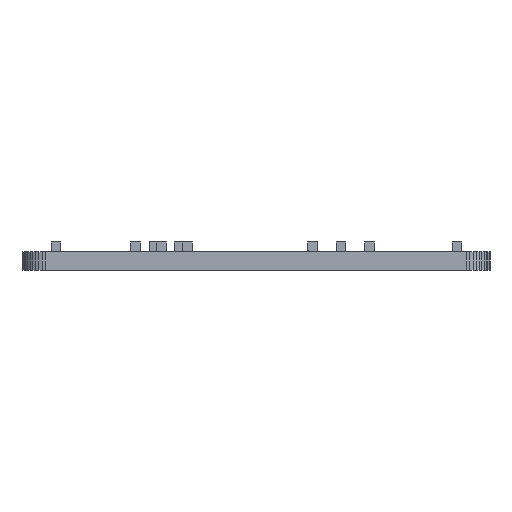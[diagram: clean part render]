
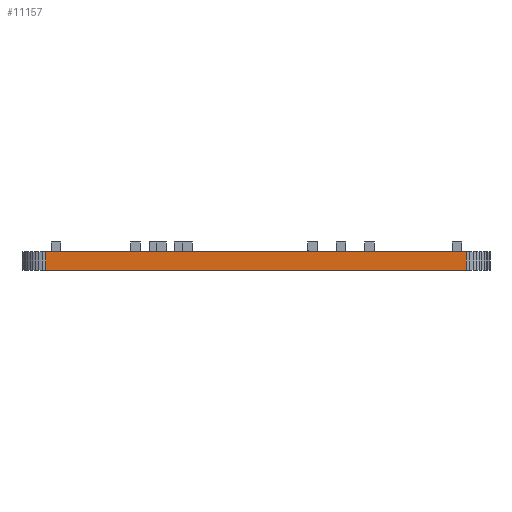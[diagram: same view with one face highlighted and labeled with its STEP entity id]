
A CAD part, front view. The second image highlights one B-rep face of the part: STEP entity #11157.
In plain terms, the highlighted planar face has unit normal (0, -1, 0).
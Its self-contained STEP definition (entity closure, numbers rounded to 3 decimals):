
#2199 = PLANE('',#2200);
#2200 = AXIS2_PLACEMENT_3D('',#2201,#2202,#2203);
#2201 = CARTESIAN_POINT('',(80.,-80.,1.58));
#2202 = DIRECTION('',(-0.,-0.,-1.));
#2203 = DIRECTION('',(-1.,0.,0.));
#2253 = PLANE('',#2254);
#2254 = AXIS2_PLACEMENT_3D('',#2255,#2256,#2257);
#2255 = CARTESIAN_POINT('',(80.,-80.,0.));
#2256 = DIRECTION('',(-0.,-0.,-1.));
#2257 = DIRECTION('',(-1.,0.,0.));
#2950 = VERTEX_POINT('',#2951);
#2951 = CARTESIAN_POINT('',(97.8,-100.,0.));
#2965 = PLANE('',#2966);
#2966 = AXIS2_PLACEMENT_3D('',#2967,#2968,#2969);
#2967 = CARTESIAN_POINT('',(98.085,-99.98,0.));
#2968 = DIRECTION('',(0.071,-0.997,0.));
#2969 = DIRECTION('',(-0.997,-0.071,0.));
#2977 = EDGE_CURVE('',#2950,#2978,#2980,.T.);
#2978 = VERTEX_POINT('',#2979);
#2979 = CARTESIAN_POINT('',(62.2,-100.,0.));
#2980 = SURFACE_CURVE('',#2981,(#2985,#2992),.PCURVE_S1.);
#2981 = LINE('',#2982,#2983);
#2982 = CARTESIAN_POINT('',(97.8,-100.,0.));
#2983 = VECTOR('',#2984,1.);
#2984 = DIRECTION('',(-1.,0.,0.));
#2985 = PCURVE('',#2253,#2986);
#2986 = DEFINITIONAL_REPRESENTATION('',(#2987),#2991);
#2987 = LINE('',#2988,#2989);
#2988 = CARTESIAN_POINT('',(-17.8,-20.));
#2989 = VECTOR('',#2990,1.);
#2990 = DIRECTION('',(1.,0.));
#2991 = ( GEOMETRIC_REPRESENTATION_CONTEXT(2) 
PARAMETRIC_REPRESENTATION_CONTEXT() REPRESENTATION_CONTEXT('2D SPACE',''
  ) );
#2992 = PCURVE('',#2993,#2998);
#2993 = PLANE('',#2994);
#2994 = AXIS2_PLACEMENT_3D('',#2995,#2996,#2997);
#2995 = CARTESIAN_POINT('',(97.8,-100.,0.));
#2996 = DIRECTION('',(0.,-1.,0.));
#2997 = DIRECTION('',(-1.,0.,0.));
#2998 = DEFINITIONAL_REPRESENTATION('',(#2999),#3003);
#2999 = LINE('',#3000,#3001);
#3000 = CARTESIAN_POINT('',(0.,-0.));
#3001 = VECTOR('',#3002,1.);
#3002 = DIRECTION('',(1.,0.));
#3003 = ( GEOMETRIC_REPRESENTATION_CONTEXT(2) 
PARAMETRIC_REPRESENTATION_CONTEXT() REPRESENTATION_CONTEXT('2D SPACE',''
  ) );
#3021 = PLANE('',#3022);
#3022 = AXIS2_PLACEMENT_3D('',#3023,#3024,#3025);
#3023 = CARTESIAN_POINT('',(62.2,-100.,0.));
#3024 = DIRECTION('',(-0.071,-0.997,0.));
#3025 = DIRECTION('',(-0.997,0.071,0.));
#7042 = VERTEX_POINT('',#7043);
#7043 = CARTESIAN_POINT('',(97.8,-100.,1.58));
#7064 = EDGE_CURVE('',#7042,#7065,#7067,.T.);
#7065 = VERTEX_POINT('',#7066);
#7066 = CARTESIAN_POINT('',(62.2,-100.,1.58));
#7067 = SURFACE_CURVE('',#7068,(#7072,#7079),.PCURVE_S1.);
#7068 = LINE('',#7069,#7070);
#7069 = CARTESIAN_POINT('',(97.8,-100.,1.58));
#7070 = VECTOR('',#7071,1.);
#7071 = DIRECTION('',(-1.,0.,0.));
#7072 = PCURVE('',#2199,#7073);
#7073 = DEFINITIONAL_REPRESENTATION('',(#7074),#7078);
#7074 = LINE('',#7075,#7076);
#7075 = CARTESIAN_POINT('',(-17.8,-20.));
#7076 = VECTOR('',#7077,1.);
#7077 = DIRECTION('',(1.,0.));
#7078 = ( GEOMETRIC_REPRESENTATION_CONTEXT(2) 
PARAMETRIC_REPRESENTATION_CONTEXT() REPRESENTATION_CONTEXT('2D SPACE',''
  ) );
#7079 = PCURVE('',#2993,#7080);
#7080 = DEFINITIONAL_REPRESENTATION('',(#7081),#7085);
#7081 = LINE('',#7082,#7083);
#7082 = CARTESIAN_POINT('',(0.,-1.58));
#7083 = VECTOR('',#7084,1.);
#7084 = DIRECTION('',(1.,0.));
#7085 = ( GEOMETRIC_REPRESENTATION_CONTEXT(2) 
PARAMETRIC_REPRESENTATION_CONTEXT() REPRESENTATION_CONTEXT('2D SPACE',''
  ) );
#11109 = EDGE_CURVE('',#2950,#7042,#11110,.T.);
#11110 = SURFACE_CURVE('',#11111,(#11115,#11122),.PCURVE_S1.);
#11111 = LINE('',#11112,#11113);
#11112 = CARTESIAN_POINT('',(97.8,-100.,0.));
#11113 = VECTOR('',#11114,1.);
#11114 = DIRECTION('',(0.,0.,1.));
#11115 = PCURVE('',#2965,#11116);
#11116 = DEFINITIONAL_REPRESENTATION('',(#11117),#11121);
#11117 = LINE('',#11118,#11119);
#11118 = CARTESIAN_POINT('',(0.285,0.));
#11119 = VECTOR('',#11120,1.);
#11120 = DIRECTION('',(0.,-1.));
#11121 = ( GEOMETRIC_REPRESENTATION_CONTEXT(2) 
PARAMETRIC_REPRESENTATION_CONTEXT() REPRESENTATION_CONTEXT('2D SPACE',''
  ) );
#11122 = PCURVE('',#2993,#11123);
#11123 = DEFINITIONAL_REPRESENTATION('',(#11124),#11128);
#11124 = LINE('',#11125,#11126);
#11125 = CARTESIAN_POINT('',(0.,-0.));
#11126 = VECTOR('',#11127,1.);
#11127 = DIRECTION('',(0.,-1.));
#11128 = ( GEOMETRIC_REPRESENTATION_CONTEXT(2) 
PARAMETRIC_REPRESENTATION_CONTEXT() REPRESENTATION_CONTEXT('2D SPACE',''
  ) );
#11157 = ADVANCED_FACE('',(#11158),#2993,.T.);
#11158 = FACE_BOUND('',#11159,.T.);
#11159 = EDGE_LOOP('',(#11160,#11161,#11162,#11183));
#11160 = ORIENTED_EDGE('',*,*,#11109,.T.);
#11161 = ORIENTED_EDGE('',*,*,#7064,.T.);
#11162 = ORIENTED_EDGE('',*,*,#11163,.F.);
#11163 = EDGE_CURVE('',#2978,#7065,#11164,.T.);
#11164 = SURFACE_CURVE('',#11165,(#11169,#11176),.PCURVE_S1.);
#11165 = LINE('',#11166,#11167);
#11166 = CARTESIAN_POINT('',(62.2,-100.,0.));
#11167 = VECTOR('',#11168,1.);
#11168 = DIRECTION('',(0.,0.,1.));
#11169 = PCURVE('',#2993,#11170);
#11170 = DEFINITIONAL_REPRESENTATION('',(#11171),#11175);
#11171 = LINE('',#11172,#11173);
#11172 = CARTESIAN_POINT('',(35.6,0.));
#11173 = VECTOR('',#11174,1.);
#11174 = DIRECTION('',(0.,-1.));
#11175 = ( GEOMETRIC_REPRESENTATION_CONTEXT(2) 
PARAMETRIC_REPRESENTATION_CONTEXT() REPRESENTATION_CONTEXT('2D SPACE',''
  ) );
#11176 = PCURVE('',#3021,#11177);
#11177 = DEFINITIONAL_REPRESENTATION('',(#11178),#11182);
#11178 = LINE('',#11179,#11180);
#11179 = CARTESIAN_POINT('',(0.,0.));
#11180 = VECTOR('',#11181,1.);
#11181 = DIRECTION('',(0.,-1.));
#11182 = ( GEOMETRIC_REPRESENTATION_CONTEXT(2) 
PARAMETRIC_REPRESENTATION_CONTEXT() REPRESENTATION_CONTEXT('2D SPACE',''
  ) );
#11183 = ORIENTED_EDGE('',*,*,#2977,.F.);
